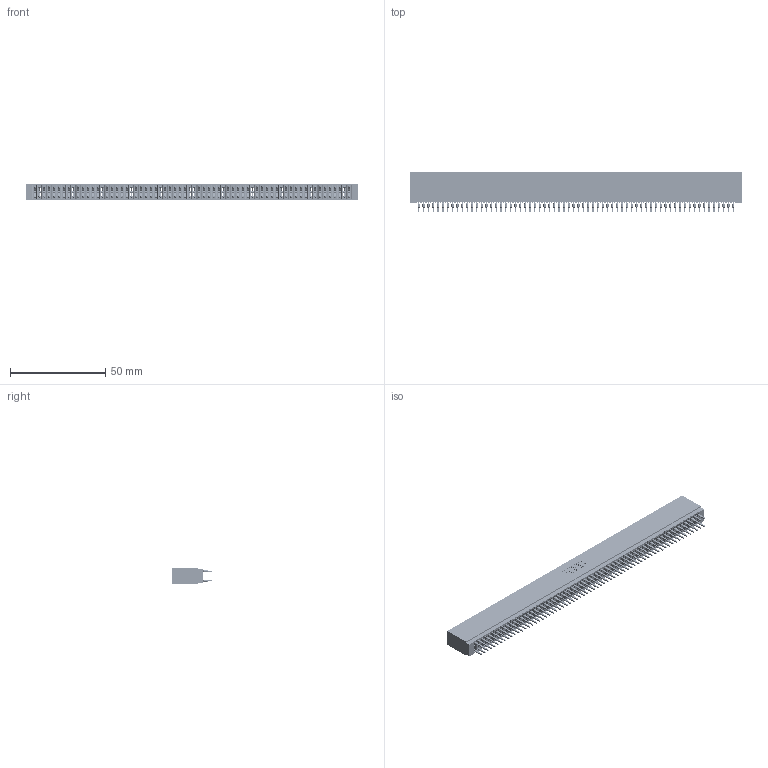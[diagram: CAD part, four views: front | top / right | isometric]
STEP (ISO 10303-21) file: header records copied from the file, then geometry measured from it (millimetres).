
FILE_DESCRIPTION (( 'STEP AP203' ), '1' );
FILE_NAME ('745-132-520-201.STEP', '2020-09-14T19:33:41', ( '' ), ( '' ), 'SwSTEP 2.0', 'SolidWorks 2020', '' );
FILE_SCHEMA (( 'CONFIG_CONTROL_DESIGN' ));
Length unit declared in the file: inch
Products named in the file (3): 745-292-001_520; 745 Part_Insulator Option - 01; 745-132-520-201
Assembly tree (133 placements, depth 2):
  745-132-520-201
    745 Part_Insulator Option - 01
    745-292-001_520  x132
Bounding box: 174.24 x 21.22 x 8.89 mm (x, y, z)
Volume: 15437 mm3; surface area: 31327.4 mm2
Topology: 133 solids, 133 shells, 11909 faces, 32004 edges, 20104 vertices
Faces by surface type: plane 6127, bspline 2640, cylinder 2350, torus 792
Entity records: 107842 total; most frequent: CARTESIAN_POINT 19199, ORIENTED_EDGE 18682, DIRECTION 16299, EDGE_CURVE 9341, VECTOR 8763, LINE 8763, VERTEX_POINT 5956, AXIS2_PLACEMENT_3D 3768
